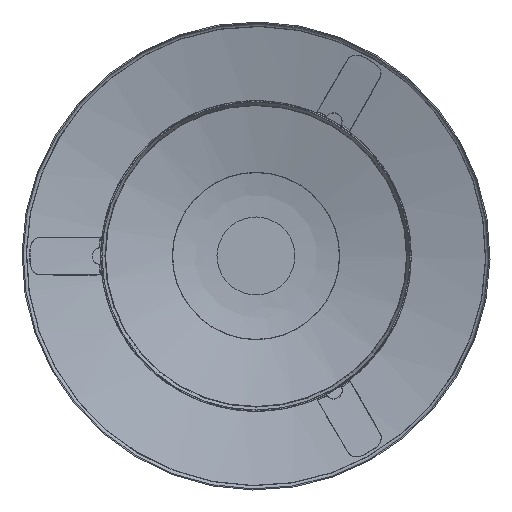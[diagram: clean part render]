
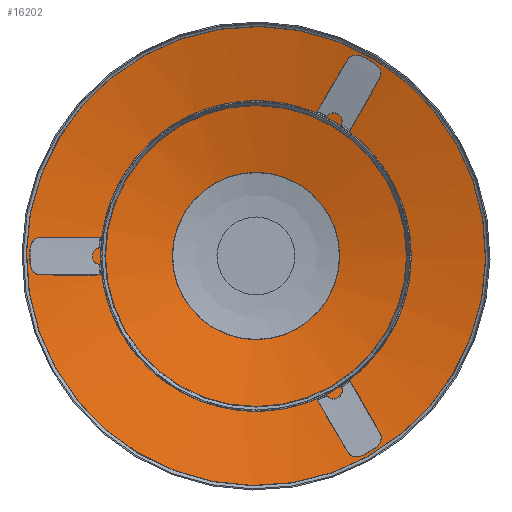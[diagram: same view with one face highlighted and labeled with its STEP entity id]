
A CAD part, front view. The second image highlights one B-rep face of the part: STEP entity #16202.
In plain terms, the highlighted conical face has half-angle 76.079 degrees and reference radius 84.246 mm.
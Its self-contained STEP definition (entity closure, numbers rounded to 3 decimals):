
#344=FACE_BOUND('',#3137,.T.);
#360=CONICAL_SURFACE('',#17729,84.246,76.079);
#1278=CIRCLE('',#17728,123.577);
#1279=CIRCLE('',#17730,44.914);
#1280=CIRCLE('',#17731,44.914);
#2050=FACE_OUTER_BOUND('',#3136,.T.);
#3136=EDGE_LOOP('',(#13979,#13980));
#3137=EDGE_LOOP('',(#13981));
#7339=VERTEX_POINT('',#27645);
#7340=VERTEX_POINT('',#27648);
#7341=VERTEX_POINT('',#27649);
#9554=EDGE_CURVE('',#7339,#7339,#1278,.T.);
#9555=EDGE_CURVE('',#7340,#7341,#1279,.T.);
#9556=EDGE_CURVE('',#7341,#7340,#1280,.T.);
#13979=ORIENTED_EDGE('',*,*,#9555,.T.);
#13980=ORIENTED_EDGE('',*,*,#9556,.T.);
#13981=ORIENTED_EDGE('',*,*,#9554,.F.);
#16202=ADVANCED_FACE('',(#2050,#344),#360,.F.);
#17728=AXIS2_PLACEMENT_3D('',#27646,#22090,#22091);
#17729=AXIS2_PLACEMENT_3D('',#27647,#22092,#22093);
#17730=AXIS2_PLACEMENT_3D('',#27650,#22094,#22095);
#17731=AXIS2_PLACEMENT_3D('',#27651,#22096,#22097);
#22090=DIRECTION('center_axis',(0.,1.,0.));
#22091=DIRECTION('ref_axis',(-1.,0.,0.));
#22092=DIRECTION('center_axis',(0.,-1.,0.));
#22093=DIRECTION('ref_axis',(-1.,0.,0.));
#22094=DIRECTION('center_axis',(0.,1.,0.));
#22095=DIRECTION('ref_axis',(-1.,0.,0.));
#22096=DIRECTION('center_axis',(0.,1.,0.));
#22097=DIRECTION('ref_axis',(-1.,0.,0.));
#27645=CARTESIAN_POINT('',(-123.577,20.982,0.));
#27646=CARTESIAN_POINT('Origin',(0.,20.982,
0.));
#27647=CARTESIAN_POINT('Origin',(0.,30.731,
0.));
#27648=CARTESIAN_POINT('',(-44.914,40.48,0.));
#27649=CARTESIAN_POINT('',(0.,40.48,-44.914));
#27650=CARTESIAN_POINT('Origin',(0.,40.48,
0.));
#27651=CARTESIAN_POINT('Origin',(0.,40.48,
0.));
